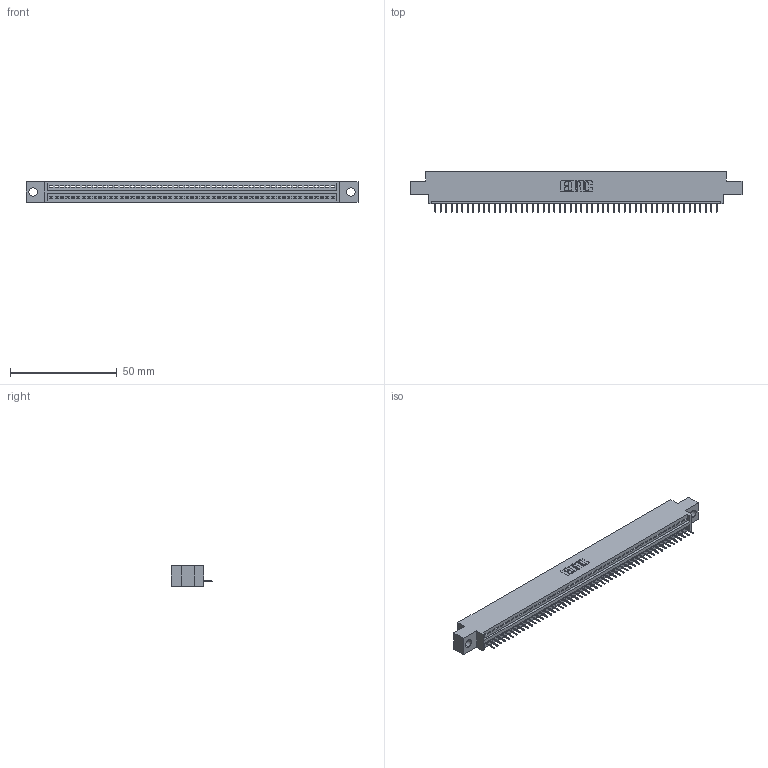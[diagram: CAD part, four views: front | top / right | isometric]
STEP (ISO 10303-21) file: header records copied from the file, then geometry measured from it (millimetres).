
FILE_DESCRIPTION (( 'STEP AP203' ), '1' );
FILE_NAME ('345-053-524-604.STEP', '2018-09-23T17:49:20', ( '' ), ( '' ), 'SwSTEP 2.0', 'SolidWorks 2016', '' );
FILE_SCHEMA (( 'CONFIG_CONTROL_DESIGN' ));
Length unit declared in the file: inch
Products named in the file (3): 345 Part_0.170 Offset - 0.156 Dia-TH; 345-292-001_345-293-124; 345-053-524-604
Assembly tree (54 placements, depth 2):
  345-053-524-604
    345 Part_0.170 Offset - 0.156 Dia-TH
    345-292-001_345-293-124  x53
Bounding box: 155.83 x 19.35 x 9.4 mm (x, y, z)
Volume: 14480.3 mm3; surface area: 18658.4 mm2
Topology: 54 solids, 54 shells, 3416 faces, 9893 edges, 6382 vertices
Faces by surface type: plane 2522, cylinder 894
Entity records: 38617 total; most frequent: CARTESIAN_POINT 6695, ORIENTED_EDGE 6682, DIRECTION 5831, EDGE_CURVE 3341, LINE 3001, VECTOR 3001, VERTEX_POINT 2222, AXIS2_PLACEMENT_3D 1415
